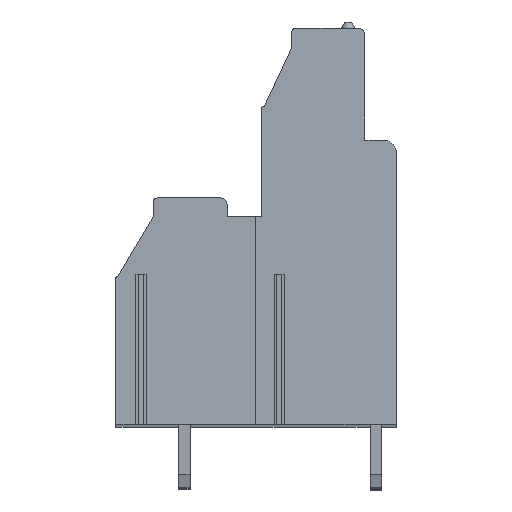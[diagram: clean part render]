
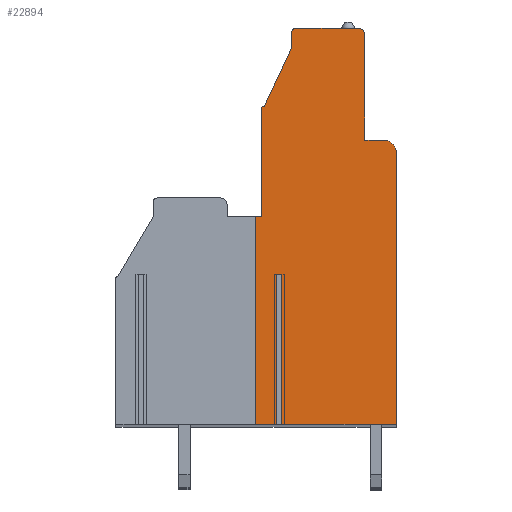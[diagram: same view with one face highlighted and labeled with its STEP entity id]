
A CAD part, top view. The second image highlights one B-rep face of the part: STEP entity #22894.
In plain terms, the highlighted planar face has unit normal (0, 0, 1).
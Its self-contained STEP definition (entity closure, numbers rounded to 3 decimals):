
#13=DIRECTION('',(0.,-1.,0.));
#14=VECTOR('',#13,8.6);
#15=CARTESIAN_POINT('',(-5.15,8.6,119.38));
#16=LINE('',#15,#14);
#17=CARTESIAN_POINT('',(-4.95,8.6,119.38));
#18=DIRECTION('',(0.,0.,1.));
#19=DIRECTION('',(0.,1.,0.));
#20=AXIS2_PLACEMENT_3D('',#17,#18,#19);
#22=DIRECTION('',(-0.424,-0.906,0.));
#23=VECTOR('',#22,5.189);
#24=CARTESIAN_POINT('',(-2.75,13.5,119.38));
#25=LINE('',#24,#23);
#26=DIRECTION('',(0.,-1.,0.));
#27=VECTOR('',#26,1.2);
#28=CARTESIAN_POINT('',(-2.75,14.7,119.38));
#29=LINE('',#28,#27);
#30=CARTESIAN_POINT('',(-2.45,14.7,119.38));
#31=DIRECTION('',(0.,0.,1.));
#32=DIRECTION('',(0.,1.,0.));
#33=AXIS2_PLACEMENT_3D('',#30,#31,#32);
#35=DIRECTION('',(-1.,0.,0.));
#36=VECTOR('',#35,5.);
#37=CARTESIAN_POINT('',(2.55,15.,119.38));
#38=LINE('',#37,#36);
#39=CARTESIAN_POINT('',(2.55,14.5,119.38));
#40=DIRECTION('',(0.,0.,1.));
#41=DIRECTION('',(1.,0.,0.));
#42=AXIS2_PLACEMENT_3D('',#39,#40,#41);
#44=DIRECTION('',(0.,1.,0.));
#45=VECTOR('',#44,8.4);
#46=CARTESIAN_POINT('',(3.05,6.1,119.38));
#47=LINE('',#46,#45);
#48=DIRECTION('',(-1.,0.,0.));
#49=VECTOR('',#48,1.5);
#50=CARTESIAN_POINT('',(4.55,6.1,119.38));
#51=LINE('',#50,#49);
#52=CARTESIAN_POINT('',(4.55,5.1,119.38));
#53=DIRECTION('',(0.,0.,1.));
#54=DIRECTION('',(1.,0.,0.));
#55=AXIS2_PLACEMENT_3D('',#52,#53,#54);
#57=DIRECTION('',(0.,1.,0.));
#58=VECTOR('',#57,21.6);
#59=CARTESIAN_POINT('',(5.55,-16.5,119.38));
#60=LINE('',#59,#58);
#61=DIRECTION('',(0.,1.,0.));
#62=VECTOR('',#61,11.95);
#63=CARTESIAN_POINT('',(-3.56,-16.5,119.38));
#64=LINE('',#63,#62);
#65=DIRECTION('',(-1.,0.,0.));
#66=VECTOR('',#65,0.38);
#67=CARTESIAN_POINT('',(-3.56,-4.55,119.38));
#68=LINE('',#67,#66);
#69=DIRECTION('',(0.,1.,0.));
#70=VECTOR('',#69,11.95);
#71=CARTESIAN_POINT('',(-3.94,-16.5,119.38));
#72=LINE('',#71,#70);
#77=DIRECTION('',(0.,-1.,0.));
#78=VECTOR('',#77,16.5);
#79=CARTESIAN_POINT('',(-5.65,0.,119.38));
#80=LINE('',#79,#78);
#174=DIRECTION('',(1.,0.,0.));
#175=VECTOR('',#174,1.71);
#176=CARTESIAN_POINT('',(-5.65,-16.5,119.38));
#177=LINE('',#176,#175);
#200=DIRECTION('',(1.,0.,0.));
#201=VECTOR('',#200,9.11);
#202=CARTESIAN_POINT('',(-3.56,-16.5,119.38));
#203=LINE('',#202,#201);
#1740=DIRECTION('',(-1.,0.,0.));
#1741=VECTOR('',#1740,0.5);
#1742=CARTESIAN_POINT('',(-5.15,0.,119.38));
#1743=LINE('',#1742,#1741);
#17639=CARTESIAN_POINT('',(5.55,-16.5,119.38));
#17640=CARTESIAN_POINT('',(5.55,5.1,119.38));
#17641=VERTEX_POINT('',#17639);
#17642=VERTEX_POINT('',#17640);
#17643=CARTESIAN_POINT('',(4.55,6.1,119.38));
#17644=VERTEX_POINT('',#17643);
#17645=CARTESIAN_POINT('',(3.05,6.1,119.38));
#17646=VERTEX_POINT('',#17645);
#17647=CARTESIAN_POINT('',(3.05,14.5,119.38));
#17648=VERTEX_POINT('',#17647);
#17649=CARTESIAN_POINT('',(2.55,15.,119.38));
#17650=VERTEX_POINT('',#17649);
#17651=CARTESIAN_POINT('',(-2.45,15.,119.38));
#17652=VERTEX_POINT('',#17651);
#17653=CARTESIAN_POINT('',(-2.75,14.7,119.38));
#17654=VERTEX_POINT('',#17653);
#17655=CARTESIAN_POINT('',(-2.75,13.5,119.38));
#17656=VERTEX_POINT('',#17655);
#17657=CARTESIAN_POINT('',(-4.95,8.8,119.38));
#17658=VERTEX_POINT('',#17657);
#17659=CARTESIAN_POINT('',(-5.15,8.6,119.38));
#17660=VERTEX_POINT('',#17659);
#17661=CARTESIAN_POINT('',(-5.15,0.,119.38));
#17662=VERTEX_POINT('',#17661);
#17707=CARTESIAN_POINT('',(-3.56,-4.55,119.38));
#17708=CARTESIAN_POINT('',(-3.94,-4.55,119.38));
#17709=VERTEX_POINT('',#17707);
#17710=VERTEX_POINT('',#17708);
#17711=CARTESIAN_POINT('',(-3.94,-16.5,119.38));
#17712=VERTEX_POINT('',#17711);
#17713=CARTESIAN_POINT('',(-3.56,-16.5,119.38));
#17714=VERTEX_POINT('',#17713);
#17881=CARTESIAN_POINT('',(-5.65,-16.5,119.38));
#17883=VERTEX_POINT('',#17881);
#17885=CARTESIAN_POINT('',(-5.65,0.,119.38));
#17886=VERTEX_POINT('',#17885);
#22851=CARTESIAN_POINT('',(0.,0.,119.38));
#22852=DIRECTION('',(0.,0.,1.));
#22853=DIRECTION('',(1.,0.,0.));
#22854=AXIS2_PLACEMENT_3D('',#22851,#22852,#22853);
#22855=PLANE('',#22854);
#22857=ORIENTED_EDGE('',*,*,#22856,.F.);
#22859=ORIENTED_EDGE('',*,*,#22858,.F.);
#22861=ORIENTED_EDGE('',*,*,#22860,.F.);
#22863=ORIENTED_EDGE('',*,*,#22862,.F.);
#22865=ORIENTED_EDGE('',*,*,#22864,.F.);
#22867=ORIENTED_EDGE('',*,*,#22866,.F.);
#22869=ORIENTED_EDGE('',*,*,#22868,.F.);
#22871=ORIENTED_EDGE('',*,*,#22870,.F.);
#22873=ORIENTED_EDGE('',*,*,#22872,.F.);
#22875=ORIENTED_EDGE('',*,*,#22874,.F.);
#22877=ORIENTED_EDGE('',*,*,#22876,.F.);
#22879=ORIENTED_EDGE('',*,*,#22878,.F.);
#22881=ORIENTED_EDGE('',*,*,#22880,.F.);
#22883=ORIENTED_EDGE('',*,*,#22882,.F.);
#22885=ORIENTED_EDGE('',*,*,#22884,.T.);
#22887=ORIENTED_EDGE('',*,*,#22886,.T.);
#22889=ORIENTED_EDGE('',*,*,#22888,.F.);
#22891=ORIENTED_EDGE('',*,*,#22890,.F.);
#22892=EDGE_LOOP('',(#22857,#22859,#22861,#22863,#22865,#22867,#22869,#22871,
#22873,#22875,#22877,#22879,#22881,#22883,#22885,#22887,#22889,#22891));
#22893=FACE_OUTER_BOUND('',#22892,.F.);
#21=CIRCLE('',#20,0.2);
#34=CIRCLE('',#33,0.3);
#43=CIRCLE('',#42,0.5);
#56=CIRCLE('',#55,1.);
#22856=EDGE_CURVE('',#17886,#17883,#80,.T.);
#22858=EDGE_CURVE('',#17662,#17886,#1743,.T.);
#22860=EDGE_CURVE('',#17660,#17662,#16,.T.);
#22862=EDGE_CURVE('',#17658,#17660,#21,.T.);
#22864=EDGE_CURVE('',#17656,#17658,#25,.T.);
#22866=EDGE_CURVE('',#17654,#17656,#29,.T.);
#22868=EDGE_CURVE('',#17652,#17654,#34,.T.);
#22870=EDGE_CURVE('',#17650,#17652,#38,.T.);
#22872=EDGE_CURVE('',#17648,#17650,#43,.T.);
#22874=EDGE_CURVE('',#17646,#17648,#47,.T.);
#22876=EDGE_CURVE('',#17644,#17646,#51,.T.);
#22878=EDGE_CURVE('',#17642,#17644,#56,.T.);
#22880=EDGE_CURVE('',#17641,#17642,#60,.T.);
#22882=EDGE_CURVE('',#17714,#17641,#203,.T.);
#22884=EDGE_CURVE('',#17714,#17709,#64,.T.);
#22886=EDGE_CURVE('',#17709,#17710,#68,.T.);
#22888=EDGE_CURVE('',#17712,#17710,#72,.T.);
#22890=EDGE_CURVE('',#17883,#17712,#177,.T.);
#22894=ADVANCED_FACE('',(#22893),#22855,.T.);
